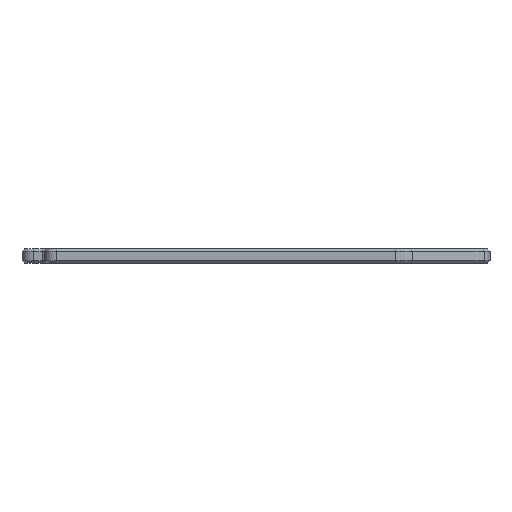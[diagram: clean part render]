
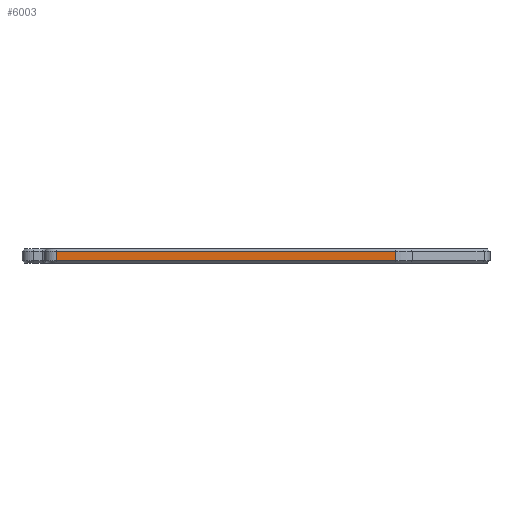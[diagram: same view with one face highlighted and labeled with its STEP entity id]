
A CAD part, left-side view. The second image highlights one B-rep face of the part: STEP entity #6003.
In plain terms, the highlighted planar face has unit normal (-1, 0, 0).
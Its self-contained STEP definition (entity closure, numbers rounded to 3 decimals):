
#1048 = VERTEX_POINT('',#1049);
#1049 = CARTESIAN_POINT('',(116.5,-0.5,7.9));
#1097 = VERTEX_POINT('',#1098);
#1098 = CARTESIAN_POINT('',(116.5,-72.289,
    7.9));
#1104 = EDGE_CURVE('',#1048,#1097,#1105,.T.);
#1105 = LINE('',#1106,#1107);
#1106 = CARTESIAN_POINT('',(116.5,-0.5,7.9));
#1107 = VECTOR('',#1108,1.);
#1108 = DIRECTION('',(0.,-1.,0.));
#5960 = VERTEX_POINT('',#5961);
#5961 = CARTESIAN_POINT('',(116.5,-0.5,9.9));
#5968 = EDGE_CURVE('',#1048,#5960,#5969,.T.);
#5969 = LINE('',#5970,#5971);
#5970 = CARTESIAN_POINT('',(116.5,-0.5,7.4));
#5971 = VECTOR('',#5972,1.);
#5972 = DIRECTION('',(0.,0.,1.));
#6003 = ADVANCED_FACE('',(#6004),#6022,.T.);
#6004 = FACE_BOUND('',#6005,.F.);
#6005 = EDGE_LOOP('',(#6006,#6014,#6015,#6016));
#6006 = ORIENTED_EDGE('',*,*,#6007,.F.);
#6007 = EDGE_CURVE('',#1097,#6008,#6010,.T.);
#6008 = VERTEX_POINT('',#6009);
#6009 = CARTESIAN_POINT('',(116.5,-72.289,
    9.9));
#6010 = LINE('',#6011,#6012);
#6011 = CARTESIAN_POINT('',(116.5,-72.289,
    7.4));
#6012 = VECTOR('',#6013,1.);
#6013 = DIRECTION('',(0.,0.,1.));
#6014 = ORIENTED_EDGE('',*,*,#1104,.F.);
#6015 = ORIENTED_EDGE('',*,*,#5968,.T.);
#6016 = ORIENTED_EDGE('',*,*,#6017,.T.);
#6017 = EDGE_CURVE('',#5960,#6008,#6018,.T.);
#6018 = LINE('',#6019,#6020);
#6019 = CARTESIAN_POINT('',(116.5,-0.5,9.9));
#6020 = VECTOR('',#6021,1.);
#6021 = DIRECTION('',(0.,-1.,0.));
#6022 = PLANE('',#6023);
#6023 = AXIS2_PLACEMENT_3D('',#6024,#6025,#6026);
#6024 = CARTESIAN_POINT('',(116.5,-0.5,7.4));
#6025 = DIRECTION('',(-1.,0.,0.));
#6026 = DIRECTION('',(0.,1.,0.));
